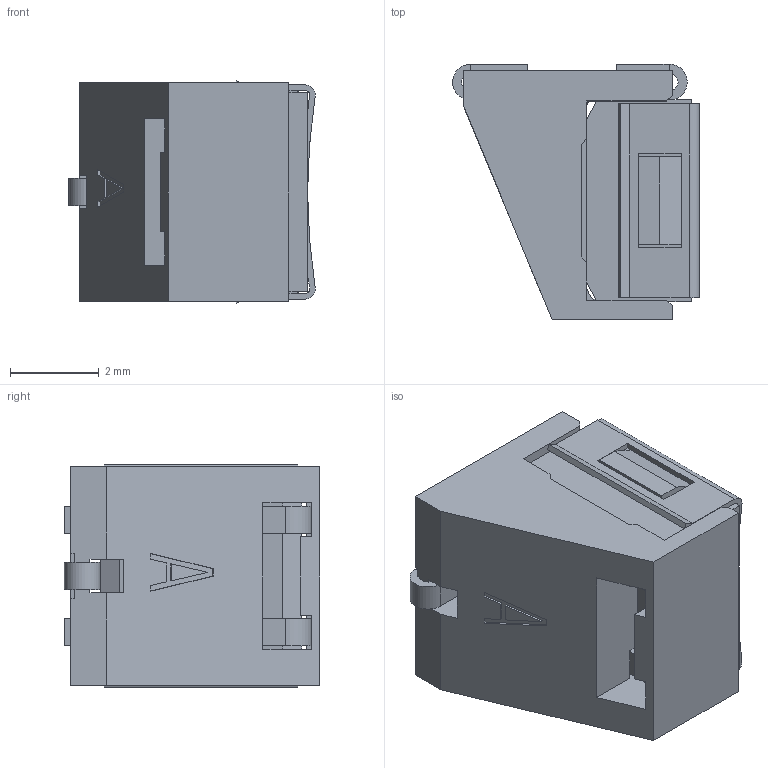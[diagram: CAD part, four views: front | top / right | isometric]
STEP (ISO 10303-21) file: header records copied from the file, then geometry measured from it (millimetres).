
FILE_DESCRIPTION((''),'2;1');
FILE_NAME('MANIFOLD_SOLID_BREP_14129','2013-08-06T',('maxm'),('Bourns, Inc.'),'PRO/ENGINEER BY PARAMETRIC TECHNOLOGY CORPORATION, 2012230','PRO/ENGINEER BY PARAMETRIC TECHNOLOGY CORPORATION, 2012230','');
FILE_SCHEMA(('CONFIG_CONTROL_DESIGN'));
Length unit declared in the file: inch
Products named in the file (1): MANIFOLD_SOLID_BREP_14129
Bounding box: 5.56 x 5.76 x 5.01 mm (x, y, z)
Volume: 102.6 mm3; surface area: 341.8 mm2
Topology: 1 solids, 1 shells, 425 faces, 1258 edges, 805 vertices
Faces by surface type: plane 343, cylinder 77, cone 5
Entity records: 14362 total; most frequent: CARTESIAN_POINT 3044, ORIENTED_EDGE 2516, DIRECTION 2139, EDGE_CURVE 1258, VECTOR 913, LINE 913, VERTEX_POINT 805, AXIS2_PLACEMENT_3D 613
